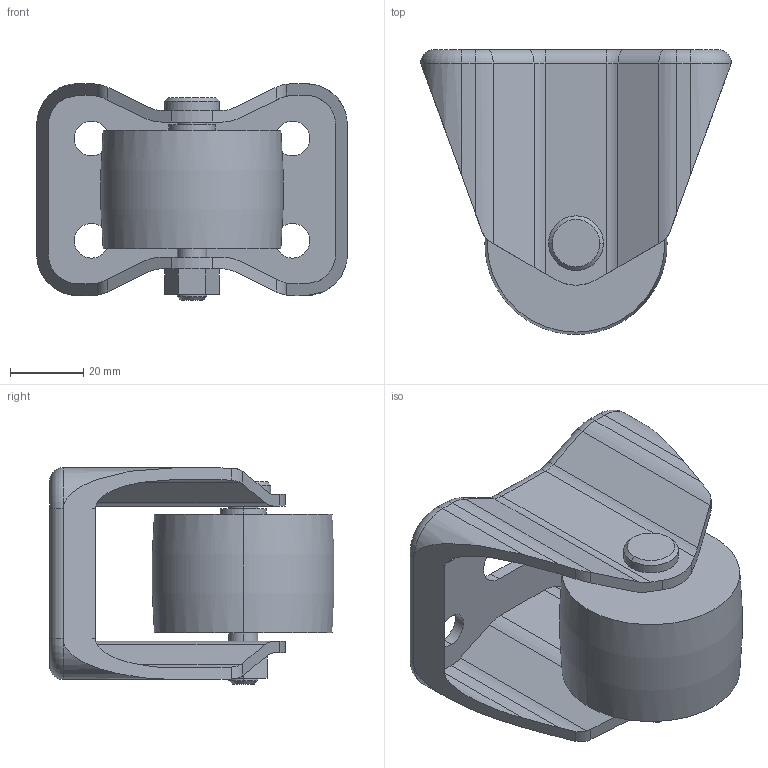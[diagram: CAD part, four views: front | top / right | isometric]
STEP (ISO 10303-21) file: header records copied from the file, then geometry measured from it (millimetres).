
FILE_DESCRIPTION (( 'STEP AP203' ), '1' );
FILE_NAME ('Žº‰ª•ÏŠ·.STEP', '2012-03-16T06:37:41', ( '' ), ( '' ), 'SwSTEP 2.0', 'SolidWorks 2011', '' );
FILE_SCHEMA (( 'CONFIG_CONTROL_DESIGN' ));
Length unit declared in the file: millimetre
Products named in the file (1): 室岡変換
Bounding box: 85 x 77.91 x 59.3 mm (x, y, z)
Volume: 101711.5 mm3; surface area: 34825.8 mm2
Topology: 1 solids, 1 shells, 124 faces, 320 edges, 204 vertices
Faces by surface type: cylinder 62, plane 44, torus 14, cone 4
Entity records: 3931 total; most frequent: CARTESIAN_POINT 817, DIRECTION 644, ORIENTED_EDGE 640, EDGE_CURVE 320, AXIS2_PLACEMENT_3D 239, VERTEX_POINT 204, LINE 166, VECTOR 166
